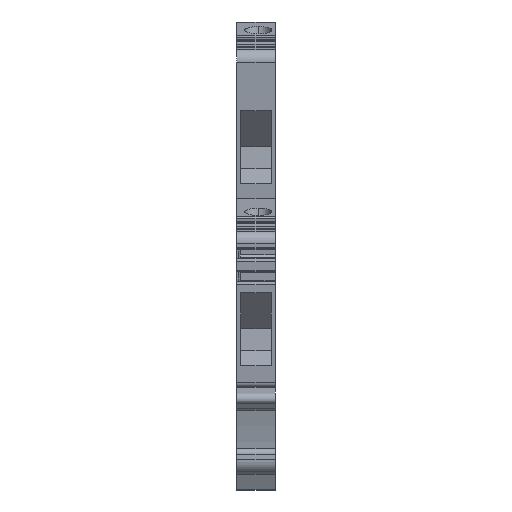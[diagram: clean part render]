
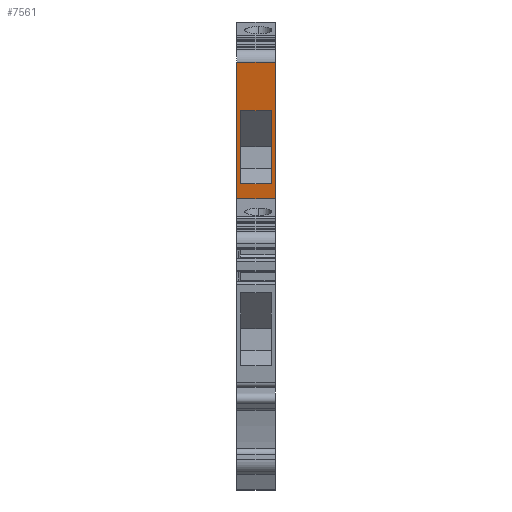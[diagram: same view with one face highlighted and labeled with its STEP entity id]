
A CAD part, front view. The second image highlights one B-rep face of the part: STEP entity #7561.
In plain terms, the highlighted planar face has unit normal (0, -0.985, -0.174).
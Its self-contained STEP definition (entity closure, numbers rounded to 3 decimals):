
#7514=AXIS2_PLACEMENT_3D('Plane Axis2P3D',#7511,#7512,#7513) ;
#1008=CARTESIAN_POINT('Vertex',(0.,17.214,38.75)) ;
#1011=CARTESIAN_POINT('Line Origine',(0.,15.616,47.813)) ;
#1015=CARTESIAN_POINT('Vertex',(0.,14.018,56.876)) ;
#2710=CARTESIAN_POINT('Vertex',(5.1,14.018,56.876)) ;
#2713=CARTESIAN_POINT('Line Origine',(5.1,15.616,47.813)) ;
#2717=CARTESIAN_POINT('Vertex',(5.1,17.214,38.75)) ;
#7443=CARTESIAN_POINT('Line Origine',(2.55,17.214,38.75)) ;
#7511=CARTESIAN_POINT('Axis2P3D Location',(0.,17.214,38.75)) ;
#7516=CARTESIAN_POINT('Line Origine',(2.55,14.018,56.876)) ;
#7527=CARTESIAN_POINT('Line Origine',(2.55,16.865,40.73)) ;
#7531=CARTESIAN_POINT('Vertex',(4.6,16.865,40.73)) ;
#7533=CARTESIAN_POINT('Vertex',(0.5,16.865,40.73)) ;
#7536=CARTESIAN_POINT('Line Origine',(0.5,16.009,45.585)) ;
#7540=CARTESIAN_POINT('Vertex',(0.5,15.153,50.44)) ;
#7543=CARTESIAN_POINT('Line Origine',(2.55,15.153,50.44)) ;
#7547=CARTESIAN_POINT('Vertex',(4.6,15.153,50.44)) ;
#7550=CARTESIAN_POINT('Line Origine',(4.6,16.009,45.585)) ;
#1012=DIRECTION('Vector Direction',(0.,-0.174,0.985)) ;
#2714=DIRECTION('Vector Direction',(0.,-0.174,0.985)) ;
#7444=DIRECTION('Vector Direction',(1.,0.,0.)) ;
#7512=DIRECTION('Axis2P3D Direction',(0.,0.985,0.174)) ;
#7513=DIRECTION('Axis2P3D XDirection',(0.,-0.174,0.985)) ;
#7517=DIRECTION('Vector Direction',(1.,0.,0.)) ;
#7528=DIRECTION('Vector Direction',(-1.,0.,0.)) ;
#7537=DIRECTION('Vector Direction',(0.,0.174,-0.985)) ;
#7544=DIRECTION('Vector Direction',(-1.,0.,0.)) ;
#7551=DIRECTION('Vector Direction',(0.,0.174,-0.985)) ;
#1013=VECTOR('Line Direction',#1012,1.) ;
#2715=VECTOR('Line Direction',#2714,1.) ;
#7445=VECTOR('Line Direction',#7444,1.) ;
#7518=VECTOR('Line Direction',#7517,1.) ;
#7529=VECTOR('Line Direction',#7528,1.) ;
#7538=VECTOR('Line Direction',#7537,1.) ;
#7545=VECTOR('Line Direction',#7544,1.) ;
#7552=VECTOR('Line Direction',#7551,1.) ;
#7522=ORIENTED_EDGE('',*,*,#7520,.F.) ;
#7523=ORIENTED_EDGE('',*,*,#1017,.T.) ;
#7524=ORIENTED_EDGE('',*,*,#7447,.T.) ;
#7525=ORIENTED_EDGE('',*,*,#2719,.F.) ;
#7556=ORIENTED_EDGE('',*,*,#7535,.T.) ;
#7557=ORIENTED_EDGE('',*,*,#7542,.F.) ;
#7558=ORIENTED_EDGE('',*,*,#7549,.F.) ;
#7559=ORIENTED_EDGE('',*,*,#7554,.T.) ;
#7560=FACE_BOUND('',#7555,.T.) ;
#7561=ADVANCED_FACE('KLTR',(#7526,#7560),#7515,.F.) ;
#1017=EDGE_CURVE('',#1016,#1009,#1014,.F.) ;
#2719=EDGE_CURVE('',#2711,#2718,#2716,.F.) ;
#7447=EDGE_CURVE('',#1009,#2718,#7446,.T.) ;
#7520=EDGE_CURVE('',#1016,#2711,#7519,.T.) ;
#7535=EDGE_CURVE('',#7532,#7534,#7530,.T.) ;
#7542=EDGE_CURVE('',#7541,#7534,#7539,.T.) ;
#7549=EDGE_CURVE('',#7548,#7541,#7546,.T.) ;
#7554=EDGE_CURVE('',#7548,#7532,#7553,.T.) ;
#7521=EDGE_LOOP('',(#7522,#7523,#7524,#7525)) ;
#7555=EDGE_LOOP('',(#7556,#7557,#7558,#7559)) ;
#7526=FACE_OUTER_BOUND('',#7521,.T.) ;
#1014=LINE('Line',#1011,#1013) ;
#2716=LINE('Line',#2713,#2715) ;
#7446=LINE('Line',#7443,#7445) ;
#7519=LINE('Line',#7516,#7518) ;
#7530=LINE('Line',#7527,#7529) ;
#7539=LINE('Line',#7536,#7538) ;
#7546=LINE('Line',#7543,#7545) ;
#7553=LINE('Line',#7550,#7552) ;
#7515=PLANE('',#7514) ;
#1009=VERTEX_POINT('',#1008) ;
#1016=VERTEX_POINT('',#1015) ;
#2711=VERTEX_POINT('',#2710) ;
#2718=VERTEX_POINT('',#2717) ;
#7532=VERTEX_POINT('',#7531) ;
#7534=VERTEX_POINT('',#7533) ;
#7541=VERTEX_POINT('',#7540) ;
#7548=VERTEX_POINT('',#7547) ;
